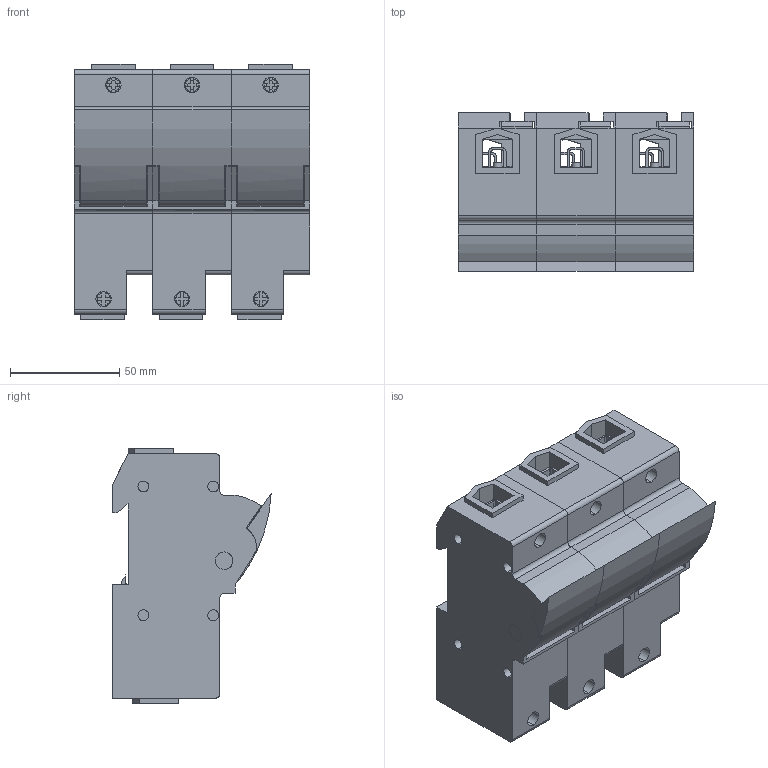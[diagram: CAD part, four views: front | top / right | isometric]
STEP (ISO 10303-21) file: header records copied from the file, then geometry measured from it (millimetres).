
FILE_DESCRIPTION(('CATIA V5 STEP Exchange','CAx-IF Rec.Pracs.--- Model Styling and Organization---1.2---2011-12-15'),'2;1');
FILE_NAME('31123.stp','2017-04-10T07:23:11+00:00',('none'),('none'),'Version 5-6 Release 2012','CATIA V5 STEP AP214','none');
FILE_SCHEMA(('AUTOMOTIVE_DESIGN { 1 0 10303 214 1 1 1 1 }'));
Length unit declared in the file: millimetre
Products named in the file (7): fuse holder (Sicherungshalter); 31123; fuse holder; base; switch; snap; clamping component
Assembly tree (9 placements, depth 4):
  fuse holder (Sicherungshalter)
    31123
      fuse holder  x3
        base
        switch
        snap
        clamping component
Bounding box: 108 x 72.54 x 117 mm (x, y, z)
Volume: 424098.1 mm3; surface area: 146312.2 mm2
Topology: 15 solids, 15 shells, 810 faces, 2211 edges, 1464 vertices
Faces by surface type: plane 498, cylinder 252, bspline 48, torus 12
Entity records: 9198 total; most frequent: CARTESIAN_POINT 2255, ORIENTED_EDGE 1178, DIRECTION 929, EDGE_CURVE 589, VERTEX_POINT 390, VECTOR 381, LINE 381, AXIS2_PLACEMENT_3D 325
